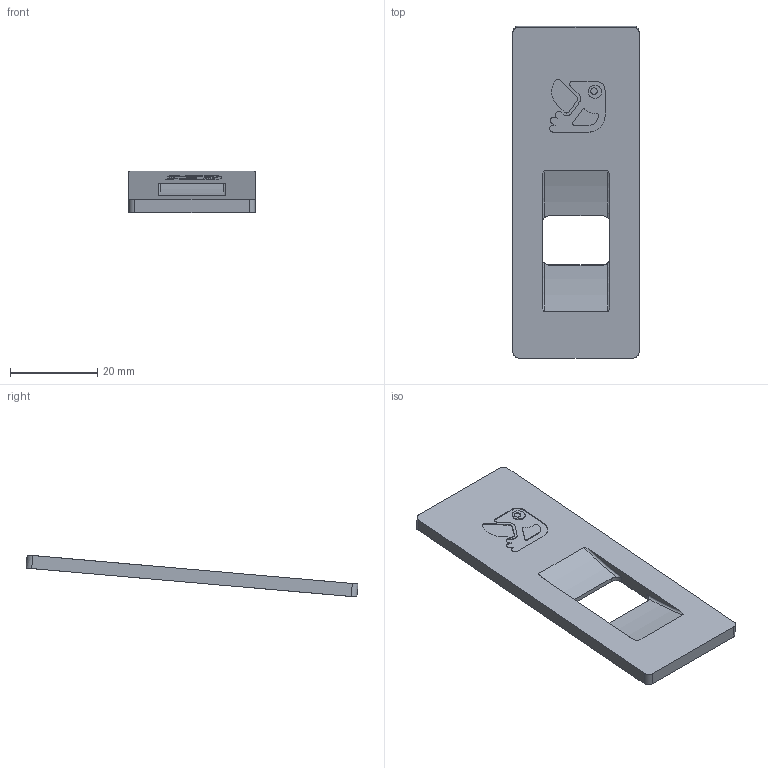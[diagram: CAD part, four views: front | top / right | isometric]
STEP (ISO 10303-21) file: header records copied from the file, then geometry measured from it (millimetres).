
FILE_DESCRIPTION(/* description */ ('','CAx-IF Rec.Pracs.---Representation and Presentation of Product Manufacturing Information (PMI)---4.0---2014-10-13'),/* implementation_level */ '2;1');
FILE_NAME(/* name */ 'soroka_v2_evq_magnet_panel.step',/* time_stamp */ '2025-04-13T13:56:46+06:00',/* author */ (''),/* organization */ (''),/* preprocessor_version */ 'ST-DEVELOPER v20',/* originating_system */ 'Autodesk Translation Framework v13.20.0.188',/* authorisation */ '');
FILE_SCHEMA (('AP242_MANAGED_MODEL_BASED_3D_ENGINEERING_MIM_LF { 1 0 10303 442 1 1 4 }'));
Length unit declared in the file: millimetre
Products named in the file (1): soroka_5degree v65
Bounding box: 28.92 x 76.17 x 9.63 mm (x, y, z)
Volume: 5655.6 mm3; surface area: 4886.6 mm2
Topology: 1 solids, 1 shells, 76 faces, 195 edges, 130 vertices
Faces by surface type: plane 35, bspline 19, cylinder 18, torus 4
Full cylindrical faces by diameter (mm): 1.524 x1, 3 x1, 3.2 x4
Entity records: 2550 total; most frequent: CARTESIAN_POINT 749, ORIENTED_EDGE 390, DIRECTION 297, EDGE_CURVE 195, VERTEX_POINT 130, LINE 109, VECTOR 109, AXIS2_PLACEMENT_3D 94
